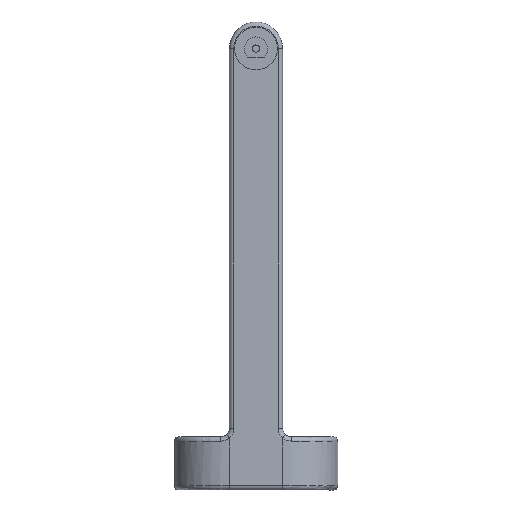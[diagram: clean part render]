
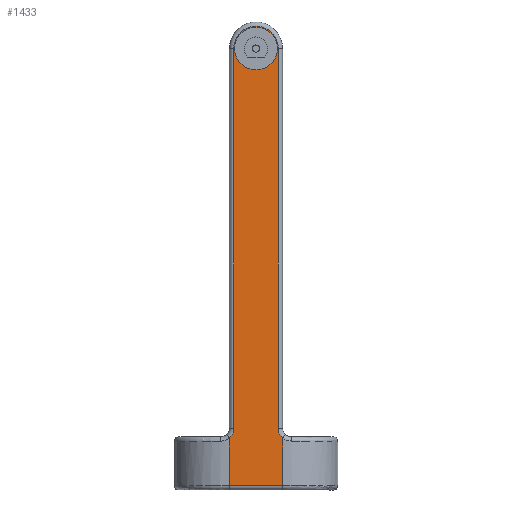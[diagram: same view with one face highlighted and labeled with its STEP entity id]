
A CAD part, top view. The second image highlights one B-rep face of the part: STEP entity #1433.
In plain terms, the highlighted planar face has unit normal (0, 0, 1).
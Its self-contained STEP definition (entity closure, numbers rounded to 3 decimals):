
#106=FACE_BOUND('',#275,.T.);
#119=PLANE('',#1574);
#184=FACE_OUTER_BOUND('',#274,.T.);
#274=EDGE_LOOP('',(#1154,#1155,#1156,#1157,#1158,#1159,#1160,#1161));
#275=EDGE_LOOP('',(#1162));
#350=LINE('',#2832,#426);
#354=LINE('',#2845,#430);
#355=LINE('',#2854,#431);
#356=LINE('',#2858,#432);
#357=LINE('',#2862,#433);
#426=VECTOR('',#1850,10.);
#430=VECTOR('',#1858,10.);
#431=VECTOR('',#1863,10.);
#432=VECTOR('',#1866,10.);
#433=VECTOR('',#1869,10.);
#522=CIRCLE('',#1575,6.);
#523=CIRCLE('',#1576,10.5);
#524=CIRCLE('',#1577,6.);
#525=CIRCLE('',#1578,10.064);
#586=VERTEX_POINT('',#2251);
#600=VERTEX_POINT('',#2369);
#647=VERTEX_POINT('',#2844);
#649=VERTEX_POINT('',#2853);
#650=VERTEX_POINT('',#2855);
#651=VERTEX_POINT('',#2857);
#652=VERTEX_POINT('',#2859);
#653=VERTEX_POINT('',#2861);
#654=VERTEX_POINT('',#2864);
#823=EDGE_CURVE('',#586,#600,#350,.T.);
#828=EDGE_CURVE('',#600,#647,#354,.T.);
#831=EDGE_CURVE('',#586,#649,#355,.T.);
#832=EDGE_CURVE('',#650,#649,#522,.T.);
#833=EDGE_CURVE('',#651,#650,#356,.T.);
#834=EDGE_CURVE('',#652,#651,#523,.T.);
#835=EDGE_CURVE('',#653,#652,#357,.T.);
#836=EDGE_CURVE('',#647,#653,#524,.T.);
#837=EDGE_CURVE('',#654,#654,#525,.T.);
#1154=ORIENTED_EDGE('',*,*,#823,.F.);
#1155=ORIENTED_EDGE('',*,*,#831,.T.);
#1156=ORIENTED_EDGE('',*,*,#832,.F.);
#1157=ORIENTED_EDGE('',*,*,#833,.F.);
#1158=ORIENTED_EDGE('',*,*,#834,.F.);
#1159=ORIENTED_EDGE('',*,*,#835,.F.);
#1160=ORIENTED_EDGE('',*,*,#836,.F.);
#1161=ORIENTED_EDGE('',*,*,#828,.F.);
#1162=ORIENTED_EDGE('',*,*,#837,.T.);
#1433=ADVANCED_FACE('',(#184,#106),#119,.T.);
#1574=AXIS2_PLACEMENT_3D('',#2852,#1861,#1862);
#1575=AXIS2_PLACEMENT_3D('',#2856,#1864,#1865);
#1576=AXIS2_PLACEMENT_3D('',#2860,#1867,#1868);
#1577=AXIS2_PLACEMENT_3D('',#2863,#1870,#1871);
#1578=AXIS2_PLACEMENT_3D('',#2865,#1872,#1873);
#1850=DIRECTION('',(-1.,0.,0.));
#1858=DIRECTION('',(0.,1.,0.));
#1861=DIRECTION('center_axis',(0.,0.,1.));
#1862=DIRECTION('ref_axis',(1.,0.,0.));
#1863=DIRECTION('',(0.,1.,0.));
#1864=DIRECTION('center_axis',(0.,0.,1.));
#1865=DIRECTION('ref_axis',(-1.,0.,0.));
#1866=DIRECTION('',(0.,-1.,0.));
#1867=DIRECTION('center_axis',(0.,0.,-1.));
#1868=DIRECTION('ref_axis',(0.,1.,0.));
#1869=DIRECTION('',(0.,1.,0.));
#1870=DIRECTION('center_axis',(0.,0.,1.));
#1871=DIRECTION('ref_axis',(1.,0.,0.));
#1872=DIRECTION('center_axis',(0.,0.,-1.));
#1873=DIRECTION('ref_axis',(1.,0.,0.));
#2251=CARTESIAN_POINT('',(17.5,2.,25.5));
#2369=CARTESIAN_POINT('',(-7.5,2.,25.5));
#2832=CARTESIAN_POINT('',(-1.25,2.,25.5));
#2844=CARTESIAN_POINT('',(-7.5,24.528,25.5));
#2845=CARTESIAN_POINT('',(-7.5,0.,25.5));
#2852=CARTESIAN_POINT('Origin',(-7.5,0.,25.5));
#2853=CARTESIAN_POINT('',(17.5,24.528,25.5));
#2854=CARTESIAN_POINT('',(17.5,0.,25.5));
#2855=CARTESIAN_POINT('',(15.5,29.,25.5));
#2856=CARTESIAN_POINT('Origin',(21.5,29.,25.5));
#2857=CARTESIAN_POINT('',(15.5,208.,25.5));
#2858=CARTESIAN_POINT('',(15.5,12.5,25.5));
#2859=CARTESIAN_POINT('',(-5.5,208.,25.5));
#2860=CARTESIAN_POINT('Origin',(5.,208.,25.5));
#2861=CARTESIAN_POINT('',(-5.5,29.,25.5));
#2862=CARTESIAN_POINT('',(-5.5,12.5,25.5));
#2863=CARTESIAN_POINT('Origin',(-11.5,29.,25.5));
#2864=CARTESIAN_POINT('',(-5.063,208.,25.5));
#2865=CARTESIAN_POINT('Origin',(5.,208.,25.5));
